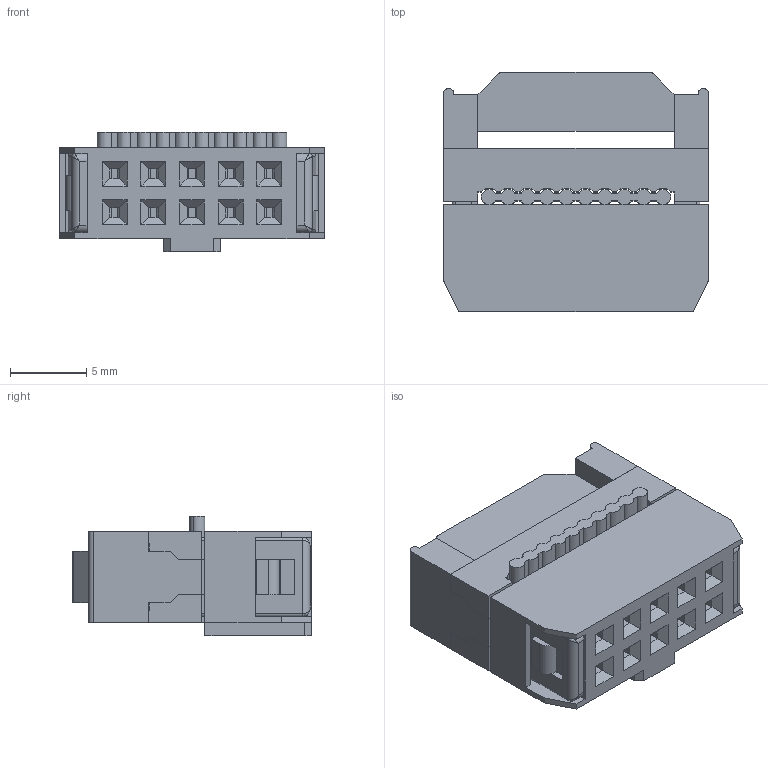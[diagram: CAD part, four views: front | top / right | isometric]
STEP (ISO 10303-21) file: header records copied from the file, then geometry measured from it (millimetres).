
FILE_DESCRIPTION(/* description */ ('STEP AP242','CAx-IF Rec.Pracs.---Representation and Presentation of Product Manufacturing Information (PMI)---4.0---2014-10-13','CAx-IF Rec.Pracs.---3D Tessellated Geometry---0.4---2014-09-14','2;1'),/* implementation_level */ '2;1');
FILE_NAME(/* name */ '6325c3beacff487b281f9b5c',/* time_stamp */ '2022-09-17T12:55:28+00:00',/* author */ (''),/* organization */ (''),/* preprocessor_version */ 'ST-DEVELOPER v18.102',/* originating_system */ ' ',/* authorisation */ ' ');
FILE_SCHEMA (('AP242_MANAGED_MODEL_BASED_3D_ENGINEERING_MIM_LF { 1 0 10303 442 1 1 4 }'));
Length unit declared in the file: metre
Products named in the file (4): Part 4; case; strain_relief; clamp
Bounding box: 17.38 x 15.7 x 7.86 mm (x, y, z)
Volume: 1249.1 mm3; surface area: 2297.2 mm2
Topology: 4 solids, 4 shells, 457 faces, 1277 edges, 818 vertices
Faces by surface type: plane 364, cylinder 81, sphere 4, torus 4, bspline 4
Entity records: 17548 total; most frequent: CARTESIAN_POINT 2644, ORIENTED_EDGE 2546, DIRECTION 2363, EDGE_CURVE 1273, LINE 1097, VECTOR 1097, VERTEX_POINT 818, AXIS2_PLACEMENT_3D 633
